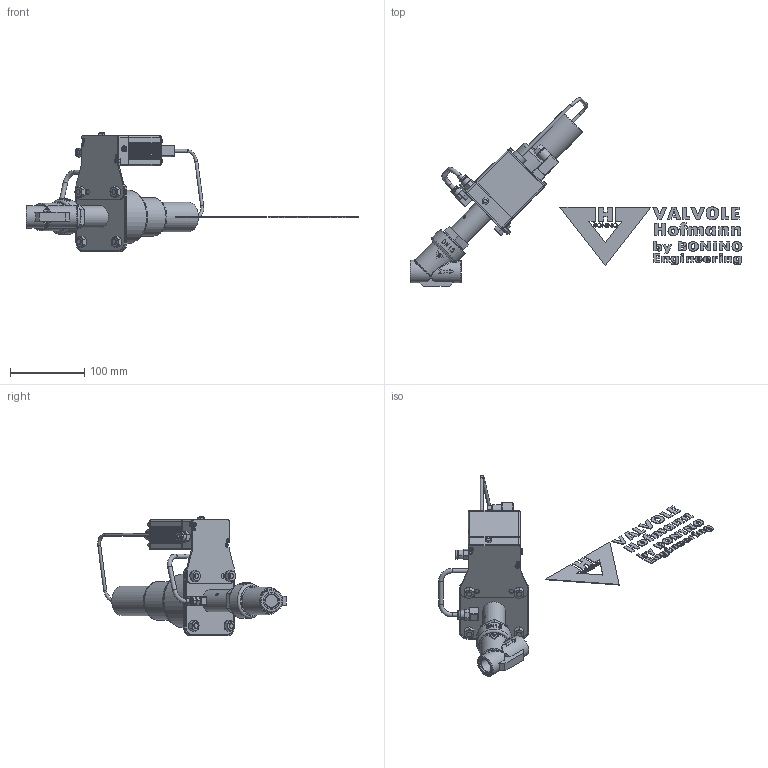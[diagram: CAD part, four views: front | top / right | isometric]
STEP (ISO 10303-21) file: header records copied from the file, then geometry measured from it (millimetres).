
FILE_DESCRIPTION((' '),'2;1');
FILE_NAME( 'FP940156CG-PS_ sent 2019-05-25 from Stefano.stp', '2019-05-25T07:42:40', (' '), ('--- Datakit www.datakit.com---'), ' Datakit CrossCadWare V2016.1 Dec 18 2015', 'DATAKIT 2019 (c)', ' ');
FILE_SCHEMA(('AP203_CONFIGURATION_CONTROLLED_3D_DESIGN_OF_MECHANICAL_PARTS_AND_ASSEMBLIES_MIM_LF { 1 0 10303 403 2 1 2}'));
Length unit declared in the file: millimetre
Products named in the file (1): FP940156CG-PS_ sent 2019-05-25 from Stefano
Bounding box: 447.53 x 254.35 x 161.09 mm (x, y, z)
Volume: 544241.1 mm3; surface area: 239062.7 mm2
Topology: 59 solids, 91 shells, 1556 faces, 3960 edges, 2634 vertices
Faces by surface type: plane 1071, cylinder 274, cone 148, torus 36, bspline 18, sphere 9
Full cylindrical faces by diameter (mm): 3 x22, 3.24 x4, 4 x8, 4.13 x4, 4.5 x2, 5 x1, 5.5 x6, 6 x5, 6.5 x2, 6.64 x4, 7 x1, 7.5 x1, 8 x12, 8.5 x4, 8.57 x6, 9 x6, 10 x1, 11 x3, 14.4 x1, 14.5 x1, 14.8 x2, 15 x1, 16.3 x1, 17 x2, 18 x1, 18.63 x4, 19 x1, 20 x3, 20.376 x3, 21.7 x2
Entity records: 47300 total; most frequent: CARTESIAN_POINT 11235, DIRECTION 7231, ORIENTED_EDGE 7008, EDGE_CURVE 3692, VERTEX_POINT 2573, AXIS2_PLACEMENT_3D 2478, VECTOR 2275, LINE 2275
